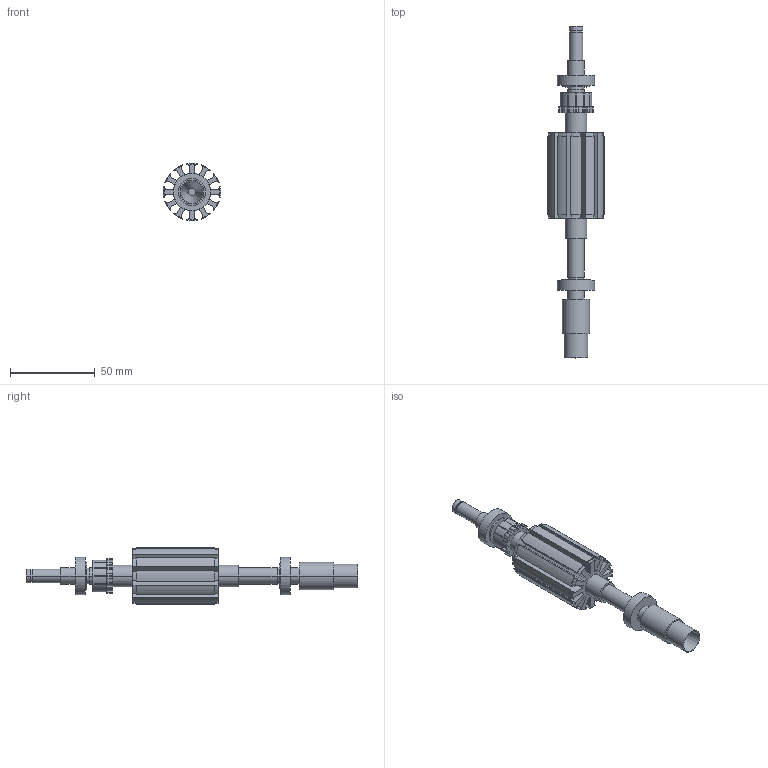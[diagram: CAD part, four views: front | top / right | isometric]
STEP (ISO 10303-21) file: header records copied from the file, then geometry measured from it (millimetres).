
FILE_DESCRIPTION (( 'STEP AP203' ), '1' );
FILE_NAME ('motor.STEP', '2020-01-18T18:33:47', ( '' ), ( '' ), 'SwSTEP 2.0', 'SolidWorks 2018', '' );
FILE_SCHEMA (( 'CONFIG_CONTROL_DESIGN' ));
Length unit declared in the file: millimetre
Products named in the file (1): motor
Bounding box: 33.82 x 195.45 x 33.79 mm (x, y, z)
Volume: 48293.3 mm3; surface area: 25338 mm2
Topology: 1 solids, 1 shells, 352 faces, 969 edges, 638 vertices
Faces by surface type: plane 225, cylinder 125, cone 2
Entity records: 11324 total; most frequent: DIRECTION 2001, CARTESIAN_POINT 1960, ORIENTED_EDGE 1938, EDGE_CURVE 969, AXIS2_PLACEMENT_3D 679, VECTOR 643, LINE 643, VERTEX_POINT 638
